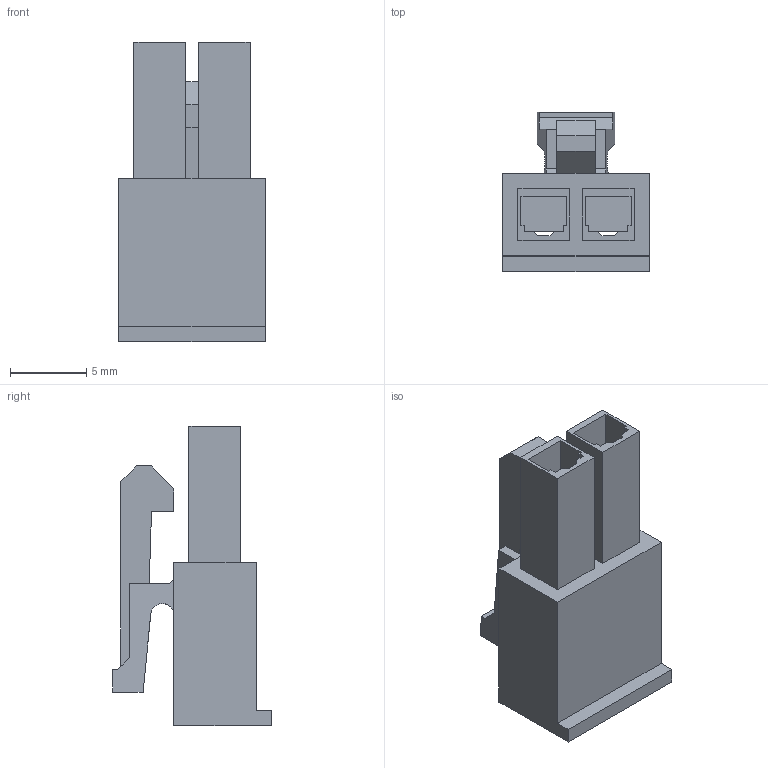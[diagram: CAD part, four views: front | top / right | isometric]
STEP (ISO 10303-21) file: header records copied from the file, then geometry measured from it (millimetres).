
FILE_DESCRIPTION(/* description */ ('Unknown'),/* implementation_level */ '2;1');
FILE_NAME(/* name */ '649002013322',/* time_stamp */ '2017-03-02T17:09:29+01:00',/* author */ ('Unknown'),/* organization */ ('Unknown'),/* preprocessor_version */ 'ST-DEVELOPER v16.7',/* originating_system */ 'DEX',/* authorisation */ $);
FILE_SCHEMA (('AUTOMOTIVE_DESIGN {1 0 10303 214 3 1 1}'));
Length unit declared in the file: millimetre
Products named in the file (2): 6490xx013322; 649002013322
Assembly tree (1 placements, depth 2):
  6490xx013322
    649002013322
Bounding box: 9.6 x 10.4 x 19.6 mm (x, y, z)
Volume: 482.9 mm3; surface area: 1394.2 mm2
Topology: 1 solids, 1 shells, 129 faces, 355 edges, 230 vertices
Faces by surface type: plane 127, cylinder 2
Entity records: 4054 total; most frequent: CARTESIAN_POINT 716, ORIENTED_EDGE 710, DIRECTION 621, EDGE_CURVE 355, LINE 351, VECTOR 351, VERTEX_POINT 230, EDGE_LOOP 137
